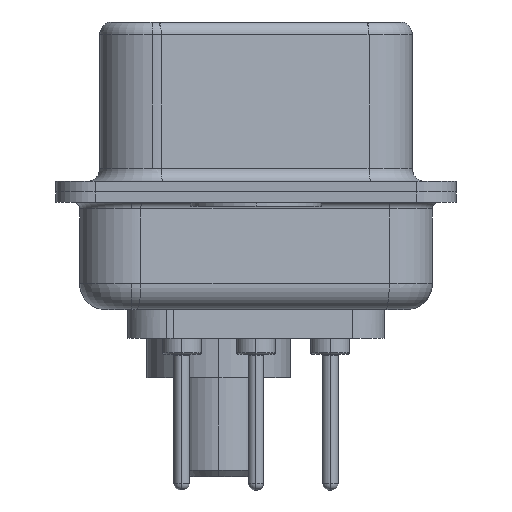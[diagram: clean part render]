
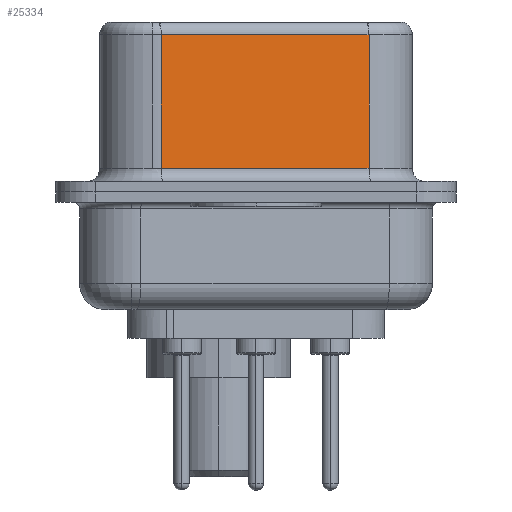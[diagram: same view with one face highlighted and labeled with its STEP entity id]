
A CAD part, left-side view. The second image highlights one B-rep face of the part: STEP entity #25334.
In plain terms, the highlighted planar face has unit normal (-0.985, -0.174, 0).
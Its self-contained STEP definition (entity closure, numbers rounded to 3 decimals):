
#759 = DIRECTION ( 'NONE',  ( -0.174, 0.985, 0. ) ) ;
#977 = VERTEX_POINT ( 'NONE', #19929 ) ;
#1128 = DIRECTION ( 'NONE',  ( 0.174, -0.985, 0. ) ) ;
#2384 = VERTEX_POINT ( 'NONE', #19026 ) ;
#3465 = DIRECTION ( 'NONE',  ( -0.174, 0.985, 0. ) ) ;
#5033 = EDGE_CURVE ( 'NONE', #977, #23366, #23161, .T. ) ;
#5339 = CARTESIAN_POINT ( 'NONE',  ( 5.132, -4.322, 0.9 ) ) ;
#5967 = CARTESIAN_POINT ( 'NONE',  ( 3.73, 3.628, 6.52 ) ) ;
#6192 = FACE_OUTER_BOUND ( 'NONE', #18017, .T. ) ;
#6246 = VECTOR ( 'NONE', #3465, 1000. ) ;
#6872 = EDGE_CURVE ( 'NONE', #23366, #26736, #7753, .T. ) ;
#7753 = LINE ( 'NONE', #5339, #19438 ) ;
#8211 = ORIENTED_EDGE ( 'NONE', *, *, #9855, .T. ) ;
#8486 = VECTOR ( 'NONE', #12423, 1000. ) ;
#9547 = PLANE ( 'NONE',  #23362 ) ;
#9855 = EDGE_CURVE ( 'NONE', #2384, #977, #17630, .T. ) ;
#11982 = EDGE_CURVE ( 'NONE', #2384, #26736, #24201, .T. ) ;
#12423 = DIRECTION ( 'NONE',  ( 0., 0., -1. ) ) ;
#13288 = ORIENTED_EDGE ( 'NONE', *, *, #6872, .T. ) ;
#13497 = CARTESIAN_POINT ( 'NONE',  ( 5.132, -4.322, 6.52 ) ) ;
#14655 = CARTESIAN_POINT ( 'NONE',  ( 5.132, -4.322, 0.9 ) ) ;
#15428 = DIRECTION ( 'NONE',  ( 0., 0., -1. ) ) ;
#16810 = ORIENTED_EDGE ( 'NONE', *, *, #11982, .F. ) ;
#17630 = LINE ( 'NONE', #20149, #6246 ) ;
#18017 = EDGE_LOOP ( 'NONE', ( #16810, #8211, #21150, #13288 ) ) ;
#19026 = CARTESIAN_POINT ( 'NONE',  ( 5.132, -4.322, 6.02 ) ) ;
#19438 = VECTOR ( 'NONE', #1128, 1000. ) ;
#19708 = DIRECTION ( 'NONE',  ( 0.985, 0.174, 0. ) ) ;
#19929 = CARTESIAN_POINT ( 'NONE',  ( 3.73, 3.628, 6.02 ) ) ;
#20149 = CARTESIAN_POINT ( 'NONE',  ( 5.132, -4.322, 6.02 ) ) ;
#20190 = VECTOR ( 'NONE', #15428, 1000. ) ;
#21150 = ORIENTED_EDGE ( 'NONE', *, *, #5033, .T. ) ;
#23161 = LINE ( 'NONE', #5967, #8486 ) ;
#23362 = AXIS2_PLACEMENT_3D ( 'NONE', #24481, #19708, #759 ) ;
#23366 = VERTEX_POINT ( 'NONE', #27366 ) ;
#24201 = LINE ( 'NONE', #13497, #20190 ) ;
#24481 = CARTESIAN_POINT ( 'NONE',  ( 5.132, -4.322, 6.52 ) ) ;
#25334 = ADVANCED_FACE ( 'NONE', ( #6192 ), #9547, .F. ) ;
#26736 = VERTEX_POINT ( 'NONE', #14655 ) ;
#27366 = CARTESIAN_POINT ( 'NONE',  ( 3.73, 3.628, 0.9 ) ) ;
